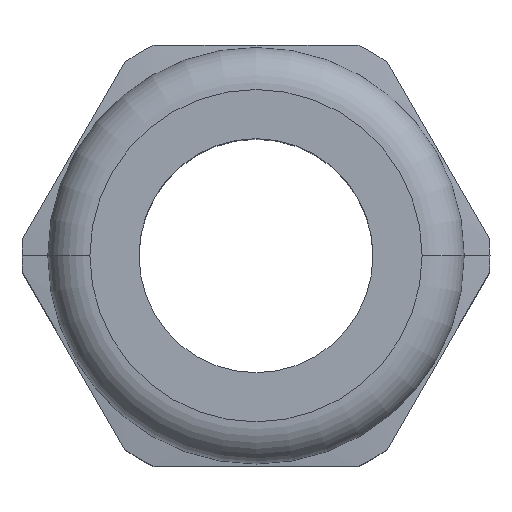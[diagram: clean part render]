
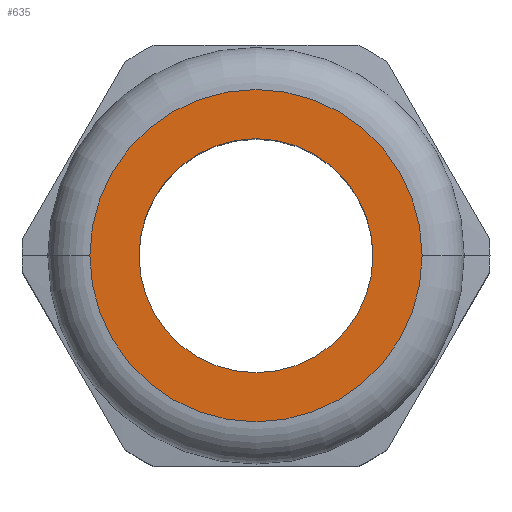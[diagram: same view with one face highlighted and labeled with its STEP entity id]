
A CAD part, top view. The second image highlights one B-rep face of the part: STEP entity #635.
In plain terms, the highlighted planar face has unit normal (0, 0, 1).
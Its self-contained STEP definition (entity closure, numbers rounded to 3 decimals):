
#10 = CARTESIAN_POINT ( 'NONE',  ( 12.5, 0., 42. ) ) ;
#152 = AXIS2_PLACEMENT_3D ( 'NONE', #246, #242, #241 ) ;
#156 = AXIS2_PLACEMENT_3D ( 'NONE', #255, #251, #250 ) ;
#241 = DIRECTION ( 'NONE',  ( 1., 0., 0. ) ) ;
#242 = DIRECTION ( 'NONE',  ( 0., 0., 1. ) ) ;
#246 = CARTESIAN_POINT ( 'NONE',  ( 0., 0., 42. ) ) ;
#250 = DIRECTION ( 'NONE',  ( 1., 0., 0. ) ) ;
#251 = DIRECTION ( 'NONE',  ( 0., 0., 1. ) ) ;
#255 = CARTESIAN_POINT ( 'NONE',  ( 0., 0., 42. ) ) ;
#465 = CIRCLE ( 'NONE', #965, 12.5 ) ;
#466 = CIRCLE ( 'NONE', #960, 17.75 ) ;
#511 = CIRCLE ( 'NONE', #152, 12.5 ) ;
#513 = CIRCLE ( 'NONE', #156, 17.75 ) ;
#565 = EDGE_CURVE ( 'NONE', #1122, #1131, #513, .T. ) ;
#568 = EDGE_CURVE ( 'NONE', #1120, #1158, #511, .T. ) ;
#635 = ADVANCED_FACE ( 'NONE', ( #1461, #710 ), #1476, .T. ) ;
#657 = EDGE_CURVE ( 'NONE', #1131, #1122, #466, .T. ) ;
#658 = EDGE_CURVE ( 'NONE', #1158, #1120, #465, .T. ) ;
#690 = AXIS2_PLACEMENT_3D ( 'NONE', #1477, #1478, #1479 ) ;
#710 = FACE_OUTER_BOUND ( 'NONE', #742, .T. ) ;
#741 = EDGE_LOOP ( 'NONE', ( #1192, #789 ) ) ;
#742 = EDGE_LOOP ( 'NONE', ( #788, #787 ) ) ;
#787 = ORIENTED_EDGE ( 'NONE', *, *, #657, .T. ) ;
#788 = ORIENTED_EDGE ( 'NONE', *, *, #565, .T. ) ;
#789 = ORIENTED_EDGE ( 'NONE', *, *, #568, .F. ) ;
#960 = AXIS2_PLACEMENT_3D ( 'NONE', #1554, #1555, #1556 ) ;
#965 = AXIS2_PLACEMENT_3D ( 'NONE', #1557, #1558, #1559 ) ;
#1120 = VERTEX_POINT ( 'NONE', #1607 ) ;
#1122 = VERTEX_POINT ( 'NONE', #1609 ) ;
#1131 = VERTEX_POINT ( 'NONE', #1618 ) ;
#1158 = VERTEX_POINT ( 'NONE', #10 ) ;
#1192 = ORIENTED_EDGE ( 'NONE', *, *, #658, .F. ) ;
#1461 = FACE_BOUND ( 'NONE', #741, .T. ) ;
#1476 = PLANE ( 'NONE',  #690 ) ;
#1477 = CARTESIAN_POINT ( 'NONE',  ( 0., 0., 42. ) ) ;
#1478 = DIRECTION ( 'NONE',  ( 0., 0., 1. ) ) ;
#1479 = DIRECTION ( 'NONE',  ( 1., 0., 0. ) ) ;
#1554 = CARTESIAN_POINT ( 'NONE',  ( 0., 0., 42. ) ) ;
#1555 = DIRECTION ( 'NONE',  ( 0., 0., 1. ) ) ;
#1556 = DIRECTION ( 'NONE',  ( 1., 0., 0. ) ) ;
#1557 = CARTESIAN_POINT ( 'NONE',  ( 0., 0., 42. ) ) ;
#1558 = DIRECTION ( 'NONE',  ( 0., 0., 1. ) ) ;
#1559 = DIRECTION ( 'NONE',  ( 1., 0., 0. ) ) ;
#1607 = CARTESIAN_POINT ( 'NONE',  ( -12.5, 0., 42. ) ) ;
#1609 = CARTESIAN_POINT ( 'NONE',  ( 17.75, 0., 42. ) ) ;
#1618 = CARTESIAN_POINT ( 'NONE',  ( -17.75, 0., 42. ) ) ;
